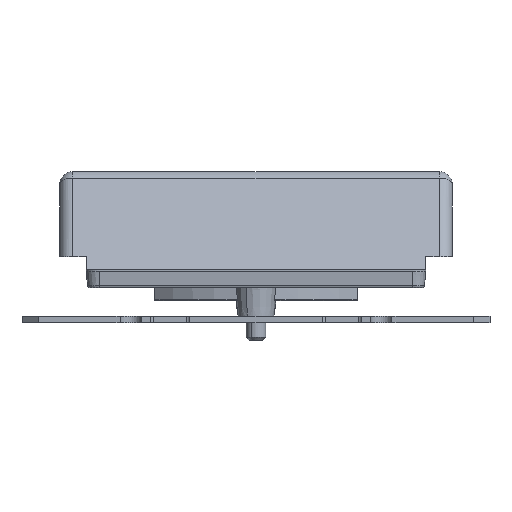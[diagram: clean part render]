
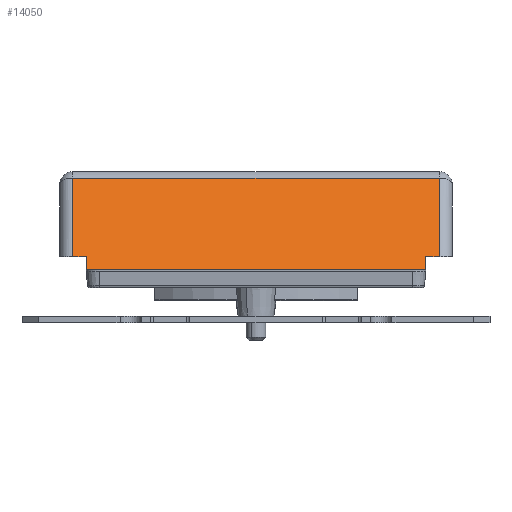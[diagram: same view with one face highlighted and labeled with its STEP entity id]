
A CAD part, front view. The second image highlights one B-rep face of the part: STEP entity #14050.
In plain terms, the highlighted face is planar.
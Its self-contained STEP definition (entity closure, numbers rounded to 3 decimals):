
#255=DIRECTION('',(0.,0.866,-0.5));
#256=VECTOR('',#255,2.309);
#257=CARTESIAN_POINT('',(25.72,2.7,13.22));
#258=LINE('3523',#257,#256);
#410=DIRECTION('',(0.,0.866,-0.5));
#411=VECTOR('',#410,13.741);
#412=CARTESIAN_POINT('',(27.75,4.7,12.065));
#413=LINE('3783',#412,#411);
#414=DIRECTION('',(-1.,0.,0.));
#415=VECTOR('',#414,2.03);
#416=CARTESIAN_POINT('',(27.75,4.7,12.065));
#417=LINE('3560',#416,#415);
#418=DIRECTION('',(-1.,0.,0.));
#419=VECTOR('',#418,51.44);
#420=CARTESIAN_POINT('',(25.72,2.7,13.22));
#421=LINE('3781',#420,#419);
#422=DIRECTION('',(-1.,0.,0.));
#423=VECTOR('',#422,2.03);
#424=CARTESIAN_POINT('',(-25.72,4.7,12.065));
#425=LINE('3774',#424,#423);
#9115=DIRECTION('',(0.,-0.866,0.5));
#9116=VECTOR('',#9115,2.309);
#9117=CARTESIAN_POINT('',(-25.72,4.7,12.065));
#9118=LINE('3589',#9117,#9116);
#9152=CARTESIAN_POINT('',(-27.75,4.7,12.065));
#10466=DIRECTION('',(0.,-0.866,0.5));
#10467=VECTOR('',#10466,13.741);
#10468=CARTESIAN_POINT('',(-27.75,16.6,5.194));
#10469=LINE('3779',#10468,#10467);
#10489=DIRECTION('',(-1.,0.,0.));
#10490=VECTOR('',#10489,55.5);
#10491=CARTESIAN_POINT('',(27.75,16.6,5.194));
#10492=LINE('3782',#10491,#10490);
#10541=CARTESIAN_POINT('',(25.72,2.7,13.22));
#10542=VERTEX_POINT('',#10541);
#10543=CARTESIAN_POINT('',(25.72,4.7,12.065));
#10544=VERTEX_POINT('',#10543);
#10608=CARTESIAN_POINT('',(27.75,4.7,12.065));
#10609=VERTEX_POINT('',#10608);
#10656=CARTESIAN_POINT('',(-25.72,4.7,12.065));
#10657=VERTEX_POINT('',#10656);
#10658=CARTESIAN_POINT('',(-25.72,2.7,13.22));
#10659=VERTEX_POINT('',#10658);
#10898=VERTEX_POINT('',#9152);
#10901=CARTESIAN_POINT('',(-27.75,16.6,5.194));
#10902=VERTEX_POINT('',#10901);
#10903=CARTESIAN_POINT('',(27.75,16.6,5.194));
#10904=VERTEX_POINT('',#10903);
#14030=CARTESIAN_POINT('',(0.,2.311,13.444));
#14031=DIRECTION('',(0.,-0.5,-0.866));
#14032=DIRECTION('',(0.,0.866,-0.5));
#14033=AXIS2_PLACEMENT_3D('',#14030,#14031,#14032);
#14034=PLANE('4056',#14033);
#14035=ORIENTED_EDGE('3560',*,*,#13905,.T.);
#14036=ORIENTED_EDGE('3523',*,*,#13802,.F.);
#14038=ORIENTED_EDGE('3781',*,*,#14037,.T.);
#14040=ORIENTED_EDGE('3589',*,*,#14039,.F.);
#14042=ORIENTED_EDGE('3774',*,*,#14041,.T.);
#14044=ORIENTED_EDGE('3779',*,*,#14043,.F.);
#14046=ORIENTED_EDGE('3782',*,*,#14045,.F.);
#14047=ORIENTED_EDGE('3783',*,*,#14016,.F.);
#14048=EDGE_LOOP('4056',(#14035,#14036,#14038,#14040,#14042,#14044,#14046,
#14047));
#14049=FACE_OUTER_BOUND('4056',#14048,.F.);
#14050=ADVANCED_FACE('4056',(#14049),#14034,.F.);
#13802=EDGE_CURVE('3523',#10542,#10544,#258,.T.);
#13905=EDGE_CURVE('3560',#10609,#10544,#417,.T.);
#14016=EDGE_CURVE('3783',#10609,#10904,#413,.T.);
#14037=EDGE_CURVE('3781',#10542,#10659,#421,.T.);
#14039=EDGE_CURVE('3589',#10657,#10659,#9118,.T.);
#14041=EDGE_CURVE('3774',#10657,#10898,#425,.T.);
#14043=EDGE_CURVE('3779',#10902,#10898,#10469,.T.);
#14045=EDGE_CURVE('3782',#10904,#10902,#10492,.T.);
